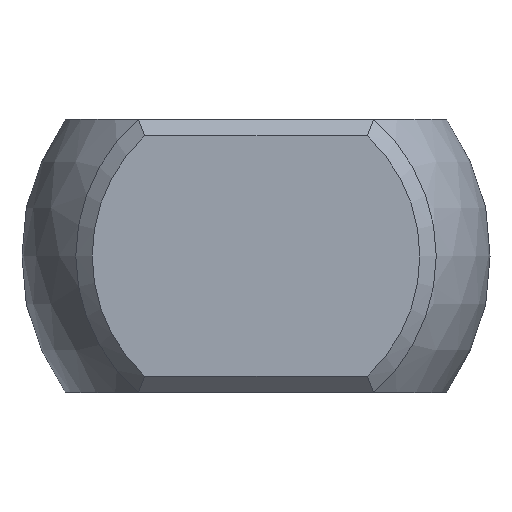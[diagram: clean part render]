
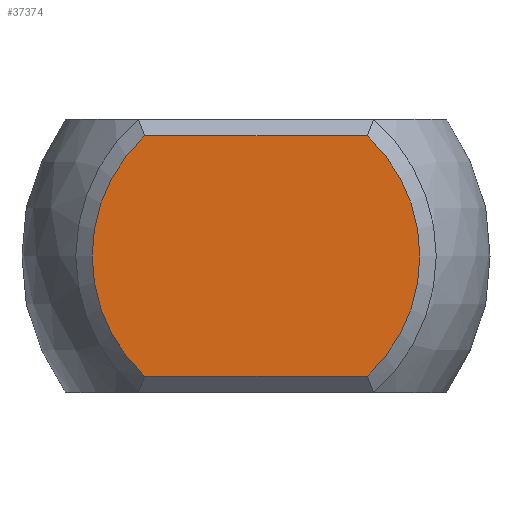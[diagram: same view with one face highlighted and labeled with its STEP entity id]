
A CAD part, left-side view. The second image highlights one B-rep face of the part: STEP entity #37374.
In plain terms, the highlighted planar face has unit normal (-1, 0, 0).
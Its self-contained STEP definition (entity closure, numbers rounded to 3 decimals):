
#35763 = PLANE('',#35764);
#35764 = AXIS2_PLACEMENT_3D('',#35765,#35766,#35767);
#35765 = CARTESIAN_POINT('',(-27.975,4.775,2.35));
#35766 = DIRECTION('',(-0.707,0.,0.707));
#35767 = DIRECTION('',(0.707,0.,0.707));
#37004 = CONICAL_SURFACE('',#37005,3.15,0.785);
#37005 = AXIS2_PLACEMENT_3D('',#37006,#37007,#37008);
#37006 = CARTESIAN_POINT('',(-27.975,0.,0.));
#37007 = DIRECTION('',(1.,0.,0.));
#37008 = DIRECTION('',(0.,-1.,0.));
#37024 = VERTEX_POINT('',#37025);
#37025 = CARTESIAN_POINT('',(-28.125,-2.04,2.2));
#37047 = EDGE_CURVE('',#37024,#37048,#37050,.T.);
#37048 = VERTEX_POINT('',#37049);
#37049 = CARTESIAN_POINT('',(-28.125,-2.04,-2.2));
#37050 = SURFACE_CURVE('',#37051,(#37056,#37063),.PCURVE_S1.);
#37051 = CIRCLE('',#37052,3.);
#37052 = AXIS2_PLACEMENT_3D('',#37053,#37054,#37055);
#37053 = CARTESIAN_POINT('',(-28.125,0.,0.));
#37054 = DIRECTION('',(1.,0.,0.));
#37055 = DIRECTION('',(0.,-1.,0.));
#37056 = PCURVE('',#37004,#37057);
#37057 = DEFINITIONAL_REPRESENTATION('',(#37058),#37062);
#37058 = LINE('',#37059,#37060);
#37059 = CARTESIAN_POINT('',(-6.283,-0.15));
#37060 = VECTOR('',#37061,1.);
#37061 = DIRECTION('',(1.,0.));
#37062 = ( GEOMETRIC_REPRESENTATION_CONTEXT(2) 
PARAMETRIC_REPRESENTATION_CONTEXT() REPRESENTATION_CONTEXT('2D SPACE',''
  ) );
#37063 = PCURVE('',#37064,#37069);
#37064 = PLANE('',#37065);
#37065 = AXIS2_PLACEMENT_3D('',#37066,#37067,#37068);
#37066 = CARTESIAN_POINT('',(-28.125,3.3,0.));
#37067 = DIRECTION('',(-1.,0.,0.));
#37068 = DIRECTION('',(0.,0.,1.));
#37069 = DEFINITIONAL_REPRESENTATION('',(#37070),#37078);
#37070 = ( BOUNDED_CURVE() B_SPLINE_CURVE(2,(#37071,#37072,#37073,#37074
    ,#37075,#37076,#37077),.UNSPECIFIED.,.T.,.F.) 
B_SPLINE_CURVE_WITH_KNOTS((1,2,2,2,2,1),(-2.094,0.,
    2.094,4.189,6.283,8.378),
.UNSPECIFIED.) CURVE() GEOMETRIC_REPRESENTATION_ITEM() 
RATIONAL_B_SPLINE_CURVE((1.,0.5,1.,0.5,1.,0.5,1.)) REPRESENTATION_ITEM(
  '') );
#37071 = CARTESIAN_POINT('',(0.,-6.3));
#37072 = CARTESIAN_POINT('',(-5.196,-6.3));
#37073 = CARTESIAN_POINT('',(-2.598,-1.8));
#37074 = CARTESIAN_POINT('',(0.,2.7));
#37075 = CARTESIAN_POINT('',(2.598,-1.8));
#37076 = CARTESIAN_POINT('',(5.196,-6.3));
#37077 = CARTESIAN_POINT('',(0.,-6.3));
#37078 = ( GEOMETRIC_REPRESENTATION_CONTEXT(2) 
PARAMETRIC_REPRESENTATION_CONTEXT() REPRESENTATION_CONTEXT('2D SPACE',''
  ) );
#37094 = PLANE('',#37095);
#37095 = AXIS2_PLACEMENT_3D('',#37096,#37097,#37098);
#37096 = CARTESIAN_POINT('',(-27.975,-1.475,-2.35));
#37097 = DIRECTION('',(-0.707,0.,-0.707));
#37098 = DIRECTION('',(-0.707,0.,0.707));
#37112 = VERTEX_POINT('',#37113);
#37113 = CARTESIAN_POINT('',(-28.125,2.04,2.2));
#37129 = CONICAL_SURFACE('',#37130,3.15,0.785);
#37130 = AXIS2_PLACEMENT_3D('',#37131,#37132,#37133);
#37131 = CARTESIAN_POINT('',(-27.975,0.,0.));
#37132 = DIRECTION('',(1.,0.,0.));
#37133 = DIRECTION('',(-0.,1.,0.));
#37140 = EDGE_CURVE('',#37112,#37024,#37141,.T.);
#37141 = SURFACE_CURVE('',#37142,(#37146,#37153),.PCURVE_S1.);
#37142 = LINE('',#37143,#37144);
#37143 = CARTESIAN_POINT('',(-28.125,4.775,2.2));
#37144 = VECTOR('',#37145,1.);
#37145 = DIRECTION('',(0.,-1.,0.));
#37146 = PCURVE('',#35763,#37147);
#37147 = DEFINITIONAL_REPRESENTATION('',(#37148),#37152);
#37148 = LINE('',#37149,#37150);
#37149 = CARTESIAN_POINT('',(-0.212,0.));
#37150 = VECTOR('',#37151,1.);
#37151 = DIRECTION('',(0.,-1.));
#37152 = ( GEOMETRIC_REPRESENTATION_CONTEXT(2) 
PARAMETRIC_REPRESENTATION_CONTEXT() REPRESENTATION_CONTEXT('2D SPACE',''
  ) );
#37153 = PCURVE('',#37064,#37154);
#37154 = DEFINITIONAL_REPRESENTATION('',(#37155),#37159);
#37155 = LINE('',#37156,#37157);
#37156 = CARTESIAN_POINT('',(2.2,1.475));
#37157 = VECTOR('',#37158,1.);
#37158 = DIRECTION('',(0.,-1.));
#37159 = ( GEOMETRIC_REPRESENTATION_CONTEXT(2) 
PARAMETRIC_REPRESENTATION_CONTEXT() REPRESENTATION_CONTEXT('2D SPACE',''
  ) );
#37190 = VERTEX_POINT('',#37191);
#37191 = CARTESIAN_POINT('',(-28.125,2.04,-2.2));
#37213 = EDGE_CURVE('',#37190,#37112,#37214,.T.);
#37214 = SURFACE_CURVE('',#37215,(#37220,#37227),.PCURVE_S1.);
#37215 = CIRCLE('',#37216,3.);
#37216 = AXIS2_PLACEMENT_3D('',#37217,#37218,#37219);
#37217 = CARTESIAN_POINT('',(-28.125,0.,0.));
#37218 = DIRECTION('',(1.,0.,0.));
#37219 = DIRECTION('',(-0.,1.,0.));
#37220 = PCURVE('',#37129,#37221);
#37221 = DEFINITIONAL_REPRESENTATION('',(#37222),#37226);
#37222 = LINE('',#37223,#37224);
#37223 = CARTESIAN_POINT('',(-6.283,-0.15));
#37224 = VECTOR('',#37225,1.);
#37225 = DIRECTION('',(1.,0.));
#37226 = ( GEOMETRIC_REPRESENTATION_CONTEXT(2) 
PARAMETRIC_REPRESENTATION_CONTEXT() REPRESENTATION_CONTEXT('2D SPACE',''
  ) );
#37227 = PCURVE('',#37064,#37228);
#37228 = DEFINITIONAL_REPRESENTATION('',(#37229),#37237);
#37229 = ( BOUNDED_CURVE() B_SPLINE_CURVE(2,(#37230,#37231,#37232,#37233
    ,#37234,#37235,#37236),.UNSPECIFIED.,.T.,.F.) 
B_SPLINE_CURVE_WITH_KNOTS((1,2,2,2,2,1),(-2.094,0.,
    2.094,4.189,6.283,8.378),
.UNSPECIFIED.) CURVE() GEOMETRIC_REPRESENTATION_ITEM() 
RATIONAL_B_SPLINE_CURVE((1.,0.5,1.,0.5,1.,0.5,1.)) REPRESENTATION_ITEM(
  '') );
#37230 = CARTESIAN_POINT('',(0.,-0.3));
#37231 = CARTESIAN_POINT('',(5.196,-0.3));
#37232 = CARTESIAN_POINT('',(2.598,-4.8));
#37233 = CARTESIAN_POINT('',(0.,-9.3));
#37234 = CARTESIAN_POINT('',(-2.598,-4.8));
#37235 = CARTESIAN_POINT('',(-5.196,-0.3));
#37236 = CARTESIAN_POINT('',(0.,-0.3));
#37237 = ( GEOMETRIC_REPRESENTATION_CONTEXT(2) 
PARAMETRIC_REPRESENTATION_CONTEXT() REPRESENTATION_CONTEXT('2D SPACE',''
  ) );
#37243 = EDGE_CURVE('',#37048,#37190,#37244,.T.);
#37244 = SURFACE_CURVE('',#37245,(#37249,#37256),.PCURVE_S1.);
#37245 = LINE('',#37246,#37247);
#37246 = CARTESIAN_POINT('',(-28.125,-1.475,-2.2));
#37247 = VECTOR('',#37248,1.);
#37248 = DIRECTION('',(0.,1.,0.));
#37249 = PCURVE('',#37094,#37250);
#37250 = DEFINITIONAL_REPRESENTATION('',(#37251),#37255);
#37251 = LINE('',#37252,#37253);
#37252 = CARTESIAN_POINT('',(0.212,0.));
#37253 = VECTOR('',#37254,1.);
#37254 = DIRECTION('',(0.,1.));
#37255 = ( GEOMETRIC_REPRESENTATION_CONTEXT(2) 
PARAMETRIC_REPRESENTATION_CONTEXT() REPRESENTATION_CONTEXT('2D SPACE',''
  ) );
#37256 = PCURVE('',#37064,#37257);
#37257 = DEFINITIONAL_REPRESENTATION('',(#37258),#37262);
#37258 = LINE('',#37259,#37260);
#37259 = CARTESIAN_POINT('',(-2.2,-4.775));
#37260 = VECTOR('',#37261,1.);
#37261 = DIRECTION('',(0.,1.));
#37262 = ( GEOMETRIC_REPRESENTATION_CONTEXT(2) 
PARAMETRIC_REPRESENTATION_CONTEXT() REPRESENTATION_CONTEXT('2D SPACE',''
  ) );
#37374 = ADVANCED_FACE('',(#37375),#37064,.T.);
#37375 = FACE_BOUND('',#37376,.T.);
#37376 = EDGE_LOOP('',(#37377,#37378,#37379,#37380));
#37377 = ORIENTED_EDGE('',*,*,#37047,.F.);
#37378 = ORIENTED_EDGE('',*,*,#37140,.F.);
#37379 = ORIENTED_EDGE('',*,*,#37213,.F.);
#37380 = ORIENTED_EDGE('',*,*,#37243,.F.);
